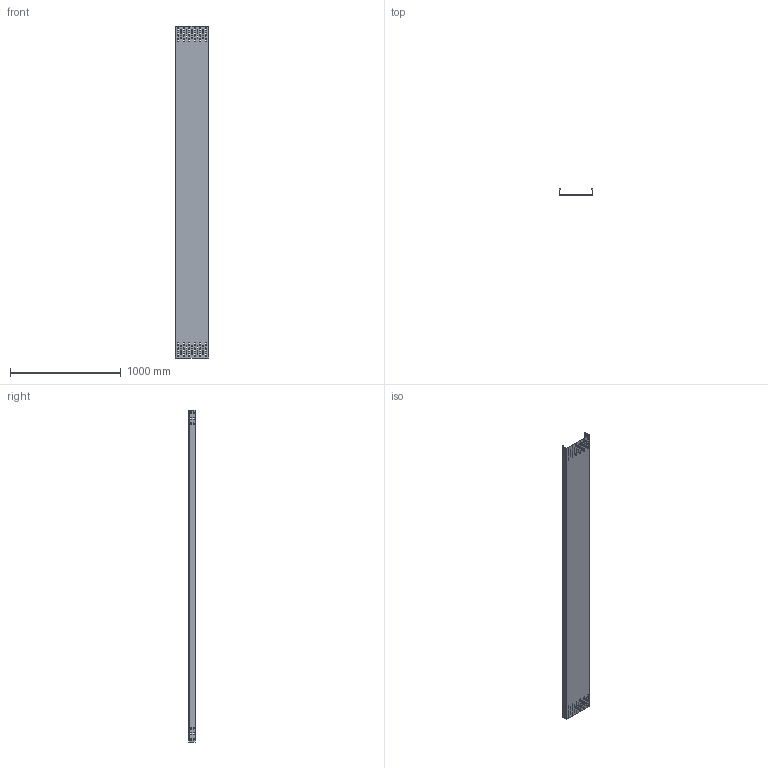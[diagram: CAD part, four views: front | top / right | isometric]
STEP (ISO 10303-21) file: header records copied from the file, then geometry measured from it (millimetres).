
FILE_DESCRIPTION(/* description */ (''),/* implementation_level */ '2;1');
FILE_NAME(/* name */ '6056806',/* time_stamp */ '2014-08-29T08:58:09+02:00',/* author */ (''),/* organization */ (''),/* preprocessor_version */ 'ST-DEVELOPER v15',/* originating_system */ '',/* authorisation */ '');
FILE_SCHEMA (('AUTOMOTIVE_DESIGN'));
Length unit declared in the file: millimetre
Products named in the file (1): Document
Bounding box: 300 x 61 x 3000 mm (x, y, z)
Volume: 1301877 mm3; surface area: 2664124.2 mm2
Topology: 1 solids, 1 shells, 338 faces, 1008 edges, 672 vertices
Faces by surface type: plane 170, bspline 168
Entity records: 13145 total; most frequent: CARTESIAN_POINT 6908, ORIENTED_EDGE 2016, EDGE_CURVE 1008, B_SPLINE_CURVE_WITH_KNOTS 672, VERTEX_POINT 672, EDGE_LOOP 498, ADVANCED_FACE 338, FACE_OUTER_BOUND 338
